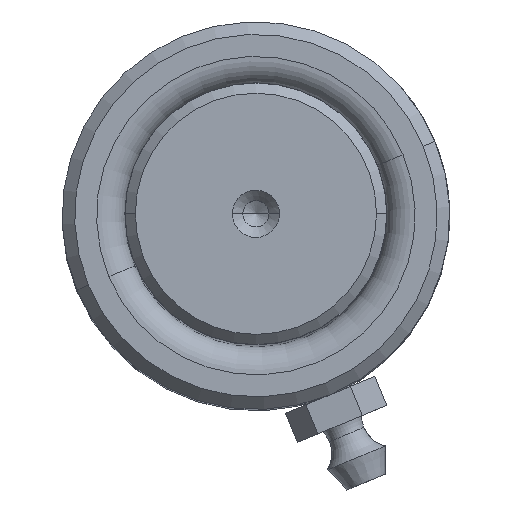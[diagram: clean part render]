
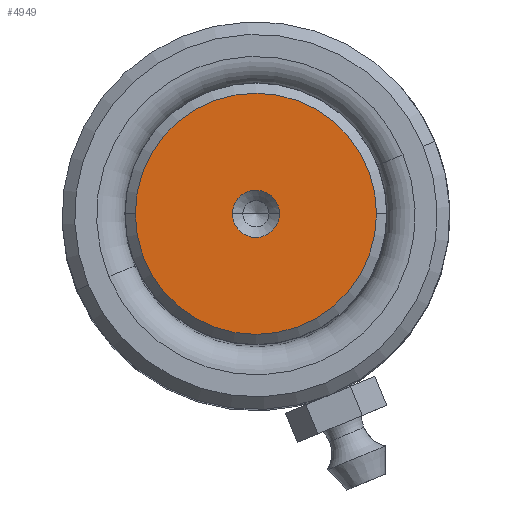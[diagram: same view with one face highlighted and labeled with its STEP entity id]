
A CAD part, top view. The second image highlights one B-rep face of the part: STEP entity #4949.
In plain terms, the highlighted planar face has unit normal (0, 0, 1).
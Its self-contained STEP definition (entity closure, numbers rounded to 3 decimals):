
#116 = CIRCLE ( 'NONE', #595, 2.25 ) ;
#319 = ORIENTED_EDGE ( 'NONE', *, *, #3827, .F. ) ;
#383 = DIRECTION ( 'NONE',  ( 0., 0., 1. ) ) ;
#595 = AXIS2_PLACEMENT_3D ( 'NONE', #1007, #383, #3949 ) ;
#751 = PLANE ( 'NONE',  #4067 ) ;
#1007 = CARTESIAN_POINT ( 'NONE',  ( 0., 0., 180. ) ) ;
#1125 = EDGE_LOOP ( 'NONE', ( #4114, #4909 ) ) ;
#1271 = VERTEX_POINT ( 'NONE', #2744 ) ;
#1517 = DIRECTION ( 'NONE',  ( 0., 0., 1. ) ) ;
#1586 = DIRECTION ( 'NONE',  ( 1., 0., 0. ) ) ;
#1834 = EDGE_LOOP ( 'NONE', ( #319, #4623 ) ) ;
#2245 = CIRCLE ( 'NONE', #6459, 2.25 ) ;
#2467 = EDGE_CURVE ( 'NONE', #7314, #7107, #5208, .T. ) ;
#2744 = CARTESIAN_POINT ( 'NONE',  ( -2.25, 0., 180. ) ) ;
#3360 = CARTESIAN_POINT ( 'NONE',  ( 2.25, 0., 180. ) ) ;
#3622 = FACE_BOUND ( 'NONE', #1834, .T. ) ;
#3666 = DIRECTION ( 'NONE',  ( 0., 0., 1. ) ) ;
#3827 = EDGE_CURVE ( 'NONE', #5879, #1271, #116, .T. ) ;
#3949 = DIRECTION ( 'NONE',  ( 1., 0., 0. ) ) ;
#3979 = AXIS2_PLACEMENT_3D ( 'NONE', #4016, #5091, #1586 ) ;
#4016 = CARTESIAN_POINT ( 'NONE',  ( 0., 0., 180. ) ) ;
#4067 = AXIS2_PLACEMENT_3D ( 'NONE', #5496, #3666, #4284 ) ;
#4081 = EDGE_CURVE ( 'NONE', #7107, #7314, #5798, .T. ) ;
#4114 = ORIENTED_EDGE ( 'NONE', *, *, #4081, .T. ) ;
#4284 = DIRECTION ( 'NONE',  ( 1., 0., 0. ) ) ;
#4412 = CARTESIAN_POINT ( 'NONE',  ( 0., 0., 180. ) ) ;
#4424 = CARTESIAN_POINT ( 'NONE',  ( 0., 0., 180. ) ) ;
#4623 = ORIENTED_EDGE ( 'NONE', *, *, #6718, .F. ) ;
#4909 = ORIENTED_EDGE ( 'NONE', *, *, #2467, .T. ) ;
#4949 = ADVANCED_FACE ( 'NONE', ( #3622, #5453 ), #751, .T. ) ;
#4967 = AXIS2_PLACEMENT_3D ( 'NONE', #4412, #5080, #5009 ) ;
#5009 = DIRECTION ( 'NONE',  ( 1., 0., 0. ) ) ;
#5080 = DIRECTION ( 'NONE',  ( 0., 0., 1. ) ) ;
#5091 = DIRECTION ( 'NONE',  ( 0., 0., 1. ) ) ;
#5208 = CIRCLE ( 'NONE', #4967, 11.509 ) ;
#5453 = FACE_OUTER_BOUND ( 'NONE', #1125, .T. ) ;
#5496 = CARTESIAN_POINT ( 'NONE',  ( 0., 0., 180. ) ) ;
#5593 = DIRECTION ( 'NONE',  ( 1., 0., 0. ) ) ;
#5798 = CIRCLE ( 'NONE', #3979, 11.509 ) ;
#5879 = VERTEX_POINT ( 'NONE', #3360 ) ;
#6210 = CARTESIAN_POINT ( 'NONE',  ( 11.509, 0., 180. ) ) ;
#6459 = AXIS2_PLACEMENT_3D ( 'NONE', #4424, #1517, #5593 ) ;
#6718 = EDGE_CURVE ( 'NONE', #1271, #5879, #2245, .T. ) ;
#7107 = VERTEX_POINT ( 'NONE', #7294 ) ;
#7294 = CARTESIAN_POINT ( 'NONE',  ( -11.509, 0., 180. ) ) ;
#7314 = VERTEX_POINT ( 'NONE', #6210 ) ;
